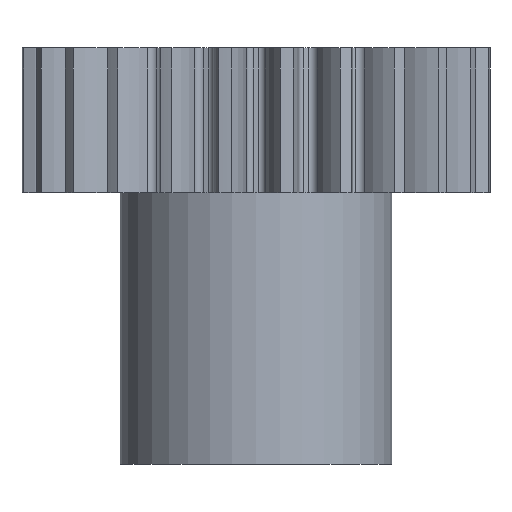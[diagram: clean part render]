
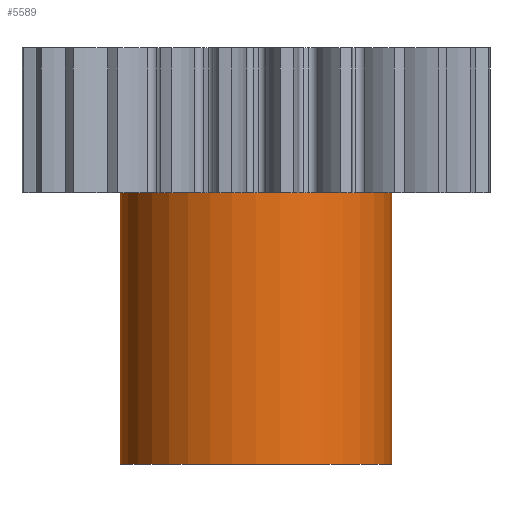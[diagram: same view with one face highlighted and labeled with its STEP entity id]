
A CAD part, front view. The second image highlights one B-rep face of the part: STEP entity #5589.
In plain terms, the highlighted cylindrical face has radius 15 mm (diameter 30 mm), a partial arc.
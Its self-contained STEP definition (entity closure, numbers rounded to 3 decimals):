
#1437 = CIRCLE ( 'NONE', #1487, 15. ) ;
#1484 = DIRECTION ( 'NONE',  ( 1., 0., 0. ) ) ;
#1485 = DIRECTION ( 'NONE',  ( 0., 0., 1. ) ) ;
#1486 = CARTESIAN_POINT ( 'NONE',  ( 0., 0., 0. ) ) ;
#1487 = AXIS2_PLACEMENT_3D ( 'NONE', #1486, #1485, #1484 ) ;
#1686 = CIRCLE ( 'NONE', #1865, 15. ) ;
#1687 = DIRECTION ( 'NONE',  ( 0., 0., 1. ) ) ;
#1688 = CARTESIAN_POINT ( 'NONE',  ( 0., 0., -30. ) ) ;
#1858 = DIRECTION ( 'NONE',  ( 1., 0., 0. ) ) ;
#1860 = AXIS2_PLACEMENT_3D ( 'NONE', #1688, #1687, #1858 ) ;
#1862 = DIRECTION ( 'NONE',  ( 1., 0., 0. ) ) ;
#1863 = DIRECTION ( 'NONE',  ( 0., 0., 1. ) ) ;
#1864 = CARTESIAN_POINT ( 'NONE',  ( 0., 0., -30. ) ) ;
#1865 = AXIS2_PLACEMENT_3D ( 'NONE', #1864, #1863, #1862 ) ;
#1867 = FACE_OUTER_BOUND ( 'NONE', #5590, .T. ) ;
#1868 = CYLINDRICAL_SURFACE ( 'NONE', #1860, 15. ) ;
#2699 = VERTEX_POINT ( 'NONE', #4282 ) ;
#2735 = VERTEX_POINT ( 'NONE', #4297 ) ;
#2736 = VERTEX_POINT ( 'NONE', #4339 ) ;
#2738 = EDGE_CURVE ( 'NONE', #2735, #2736, #4292, .T. ) ;
#2755 = VERTEX_POINT ( 'NONE', #4597 ) ;
#2759 = EDGE_CURVE ( 'NONE', #2699, #2755, #4563, .T. ) ;
#4282 = CARTESIAN_POINT ( 'NONE',  ( 15., 0., -30. ) ) ;
#4292 = LINE ( 'NONE', #4318, #4330 ) ;
#4297 = CARTESIAN_POINT ( 'NONE',  ( -15., 0., -30. ) ) ;
#4318 = CARTESIAN_POINT ( 'NONE',  ( -15., 0., -30. ) ) ;
#4329 = DIRECTION ( 'NONE',  ( 0., 0., 1. ) ) ;
#4330 = VECTOR ( 'NONE', #4329, 1000. ) ;
#4339 = CARTESIAN_POINT ( 'NONE',  ( -15., 0., 0. ) ) ;
#4563 = LINE ( 'NONE', #4585, #4577 ) ;
#4577 = VECTOR ( 'NONE', #4584, 1000. ) ;
#4584 = DIRECTION ( 'NONE',  ( 0., 0., 1. ) ) ;
#4585 = CARTESIAN_POINT ( 'NONE',  ( 15., 0., -30. ) ) ;
#4597 = CARTESIAN_POINT ( 'NONE',  ( 15., 0., 0. ) ) ;
#5404 = EDGE_CURVE ( 'NONE', #2736, #2755, #1437, .T. ) ;
#5588 = EDGE_CURVE ( 'NONE', #2735, #2699, #1686, .T. ) ;
#5589 = ADVANCED_FACE ( 'NONE', ( #1867 ), #1868, .T. ) ;
#5590 = EDGE_LOOP ( 'NONE', ( #5598, #5709, #5597, #5599 ) ) ;
#5597 = ORIENTED_EDGE ( 'NONE', *, *, #2759, .T. ) ;
#5598 = ORIENTED_EDGE ( 'NONE', *, *, #2738, .F. ) ;
#5599 = ORIENTED_EDGE ( 'NONE', *, *, #5404, .F. ) ;
#5709 = ORIENTED_EDGE ( 'NONE', *, *, #5588, .T. ) ;
